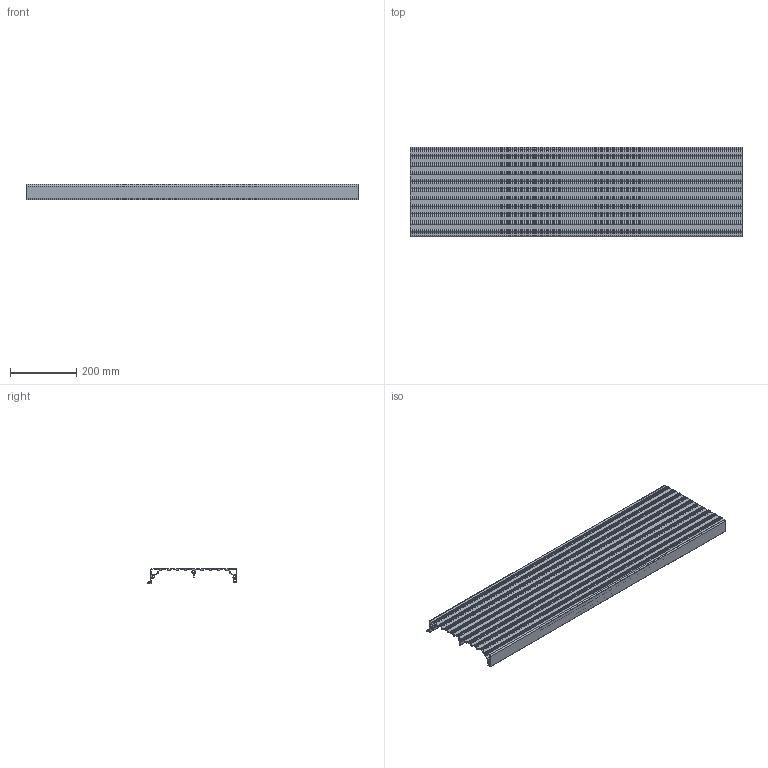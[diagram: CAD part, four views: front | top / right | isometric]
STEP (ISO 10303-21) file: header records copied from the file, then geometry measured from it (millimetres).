
FILE_DESCRIPTION(/* description */ (''),/* implementation_level */ '2;1');
FILE_NAME(/* name */ '10-940-0-1000MM.stp',/* time_stamp */ '2024-11-19T08:36:29-05:00',/* author */ ('esanner'),/* organization */ (''),/* preprocessor_version */ 'ST-DEVELOPER v19',/* originating_system */ 'AutoCAD Mechanical',/* authorisation */ '');
FILE_SCHEMA (('AUTOMOTIVE_DESIGN { 1 0 10303 214 3 1 1 }'));
Length unit declared in the file: millimetre
Products named in the file (1): Product
Bounding box: 1000 x 271 x 46.5 mm (x, y, z)
Volume: 1486232.9 mm3; surface area: 1002874.5 mm2
Topology: 1 solids, 1 shells, 341 faces, 1017 edges, 678 vertices
Faces by surface type: cylinder 202, plane 139
Entity records: 11650 total; most frequent: DIRECTION 2105, CARTESIAN_POINT 2037, ORIENTED_EDGE 2034, EDGE_CURVE 1017, AXIS2_PLACEMENT_3D 746, VERTEX_POINT 678, LINE 613, VECTOR 613
